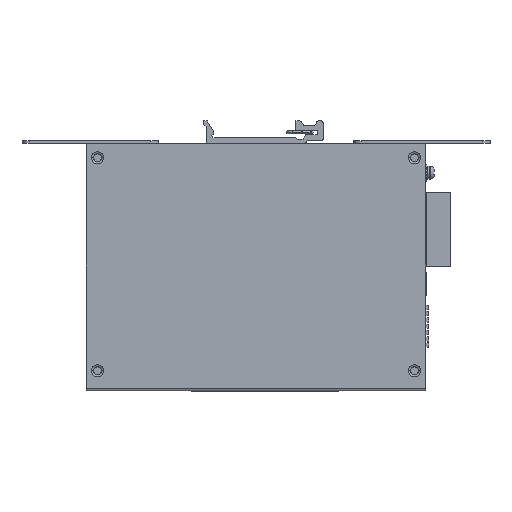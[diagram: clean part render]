
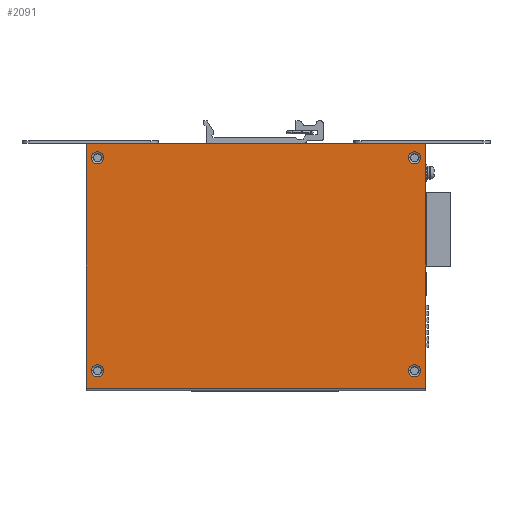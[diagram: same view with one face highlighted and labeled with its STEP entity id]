
A CAD part, top view. The second image highlights one B-rep face of the part: STEP entity #2091.
In plain terms, the highlighted planar face has unit normal (0, 0, 1).
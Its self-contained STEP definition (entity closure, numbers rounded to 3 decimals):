
#468=DIRECTION('',(0.,1.,0.));
#469=VECTOR('',#468,98.);
#470=CARTESIAN_POINT('',(68.5,-99.,1.));
#471=LINE('',#470,#469);
#565=DIRECTION('',(-1.,0.,0.));
#566=VECTOR('',#565,135.);
#567=CARTESIAN_POINT('',(67.5,0.,1.));
#568=LINE('',#567,#566);
#606=CARTESIAN_POINT('',(67.5,-1.,1.));
#607=DIRECTION('',(0.,0.,-1.));
#608=DIRECTION('',(0.,1.,0.));
#609=AXIS2_PLACEMENT_3D('',#606,#607,#608);
#611=CARTESIAN_POINT('',(-67.5,-1.,1.));
#612=DIRECTION('',(0.,0.,-1.));
#613=DIRECTION('',(-1.,0.,0.));
#614=AXIS2_PLACEMENT_3D('',#611,#612,#613);
#616=CARTESIAN_POINT('',(64.,-5.9,1.));
#617=DIRECTION('',(0.,0.,1.));
#618=DIRECTION('',(1.,0.,0.));
#619=AXIS2_PLACEMENT_3D('',#616,#617,#618);
#621=CARTESIAN_POINT('',(64.,-5.9,1.));
#622=DIRECTION('',(0.,0.,1.));
#623=DIRECTION('',(-1.,0.,0.));
#624=AXIS2_PLACEMENT_3D('',#621,#622,#623);
#626=CARTESIAN_POINT('',(-64.,-91.9,1.));
#627=DIRECTION('',(0.,0.,1.));
#628=DIRECTION('',(1.,0.,0.));
#629=AXIS2_PLACEMENT_3D('',#626,#627,#628);
#631=CARTESIAN_POINT('',(-64.,-91.9,1.));
#632=DIRECTION('',(0.,0.,1.));
#633=DIRECTION('',(-1.,0.,0.));
#634=AXIS2_PLACEMENT_3D('',#631,#632,#633);
#636=CARTESIAN_POINT('',(-64.,-5.9,1.));
#637=DIRECTION('',(0.,0.,1.));
#638=DIRECTION('',(1.,0.,0.));
#639=AXIS2_PLACEMENT_3D('',#636,#637,#638);
#641=CARTESIAN_POINT('',(-64.,-5.9,1.));
#642=DIRECTION('',(0.,0.,1.));
#643=DIRECTION('',(-1.,0.,0.));
#644=AXIS2_PLACEMENT_3D('',#641,#642,#643);
#646=CARTESIAN_POINT('',(64.,-91.9,1.));
#647=DIRECTION('',(0.,0.,1.));
#648=DIRECTION('',(1.,0.,0.));
#649=AXIS2_PLACEMENT_3D('',#646,#647,#648);
#651=CARTESIAN_POINT('',(64.,-91.9,1.));
#652=DIRECTION('',(0.,0.,1.));
#653=DIRECTION('',(-1.,0.,0.));
#654=AXIS2_PLACEMENT_3D('',#651,#652,#653);
#660=DIRECTION('',(1.,0.,0.));
#661=VECTOR('',#660,137.);
#662=CARTESIAN_POINT('',(-68.5,-99.,1.));
#663=LINE('',#662,#661);
#759=DIRECTION('',(0.,-1.,0.));
#760=VECTOR('',#759,98.);
#761=CARTESIAN_POINT('',(-68.5,-1.,1.));
#762=LINE('',#761,#760);
#1474=CARTESIAN_POINT('',(68.5,-99.,1.));
#1475=CARTESIAN_POINT('',(68.5,-1.,1.));
#1476=VERTEX_POINT('',#1474);
#1477=VERTEX_POINT('',#1475);
#1478=CARTESIAN_POINT('',(67.5,0.,1.));
#1479=VERTEX_POINT('',#1478);
#1480=CARTESIAN_POINT('',(-68.5,-99.,1.));
#1481=VERTEX_POINT('',#1480);
#1482=CARTESIAN_POINT('',(-68.5,-1.,1.));
#1483=VERTEX_POINT('',#1482);
#1484=CARTESIAN_POINT('',(-67.5,0.,1.));
#1485=VERTEX_POINT('',#1484);
#1554=CARTESIAN_POINT('',(66.466,-5.9,
1.));
#1556=VERTEX_POINT('',#1554);
#1558=CARTESIAN_POINT('',(61.534,-5.9,
1.));
#1560=VERTEX_POINT('',#1558);
#1562=CARTESIAN_POINT('',(-61.534,-91.9,
1.));
#1564=VERTEX_POINT('',#1562);
#1566=CARTESIAN_POINT('',(-66.466,-91.9,
1.));
#1568=VERTEX_POINT('',#1566);
#1570=CARTESIAN_POINT('',(-61.534,-5.9,
1.));
#1572=VERTEX_POINT('',#1570);
#1574=CARTESIAN_POINT('',(-66.466,-5.9,
1.));
#1576=VERTEX_POINT('',#1574);
#1578=CARTESIAN_POINT('',(66.466,-91.9,
1.));
#1580=VERTEX_POINT('',#1578);
#1582=CARTESIAN_POINT('',(61.534,-91.9,
1.));
#1584=VERTEX_POINT('',#1582);
#2051=CARTESIAN_POINT('',(0.,0.,1.));
#2052=DIRECTION('',(0.,0.,1.));
#2053=DIRECTION('',(1.,0.,0.));
#2054=AXIS2_PLACEMENT_3D('',#2051,#2052,#2053);
#2055=PLANE('',#2054);
#2056=ORIENTED_EDGE('',*,*,#2045,.T.);
#2057=ORIENTED_EDGE('',*,*,#1795,.F.);
#2059=ORIENTED_EDGE('',*,*,#2058,.F.);
#2061=ORIENTED_EDGE('',*,*,#2060,.F.);
#2063=ORIENTED_EDGE('',*,*,#2062,.T.);
#2064=ORIENTED_EDGE('',*,*,#1946,.F.);
#2065=EDGE_LOOP('',(#2056,#2057,#2059,#2061,#2063,#2064));
#2066=FACE_OUTER_BOUND('',#2065,.F.);
#2068=ORIENTED_EDGE('',*,*,#2067,.T.);
#2070=ORIENTED_EDGE('',*,*,#2069,.T.);
#2071=EDGE_LOOP('',(#2068,#2070));
#2072=FACE_BOUND('',#2071,.F.);
#2074=ORIENTED_EDGE('',*,*,#2073,.T.);
#2076=ORIENTED_EDGE('',*,*,#2075,.T.);
#2077=EDGE_LOOP('',(#2074,#2076));
#2078=FACE_BOUND('',#2077,.F.);
#2080=ORIENTED_EDGE('',*,*,#2079,.T.);
#2082=ORIENTED_EDGE('',*,*,#2081,.T.);
#2083=EDGE_LOOP('',(#2080,#2082));
#2084=FACE_BOUND('',#2083,.F.);
#2086=ORIENTED_EDGE('',*,*,#2085,.T.);
#2088=ORIENTED_EDGE('',*,*,#2087,.T.);
#2089=EDGE_LOOP('',(#2086,#2088));
#2090=FACE_BOUND('',#2089,.F.);
#610=CIRCLE('',#609,1.);
#615=CIRCLE('',#614,1.);
#620=CIRCLE('',#619,2.466);
#625=CIRCLE('',#624,2.466);
#630=CIRCLE('',#629,2.466);
#635=CIRCLE('',#634,2.466);
#640=CIRCLE('',#639,2.466);
#645=CIRCLE('',#644,2.466);
#650=CIRCLE('',#649,2.466);
#655=CIRCLE('',#654,2.466);
#1795=EDGE_CURVE('',#1476,#1477,#471,.T.);
#1946=EDGE_CURVE('',#1479,#1485,#568,.T.);
#2045=EDGE_CURVE('',#1479,#1477,#610,.T.);
#2058=EDGE_CURVE('',#1481,#1476,#663,.T.);
#2060=EDGE_CURVE('',#1483,#1481,#762,.T.);
#2062=EDGE_CURVE('',#1483,#1485,#615,.T.);
#2067=EDGE_CURVE('',#1556,#1560,#620,.T.);
#2069=EDGE_CURVE('',#1560,#1556,#625,.T.);
#2073=EDGE_CURVE('',#1564,#1568,#630,.T.);
#2075=EDGE_CURVE('',#1568,#1564,#635,.T.);
#2079=EDGE_CURVE('',#1572,#1576,#640,.T.);
#2081=EDGE_CURVE('',#1576,#1572,#645,.T.);
#2085=EDGE_CURVE('',#1580,#1584,#650,.T.);
#2087=EDGE_CURVE('',#1584,#1580,#655,.T.);
#2091=ADVANCED_FACE('',(#2066,#2072,#2078,#2084,#2090),#2055,.T.);
